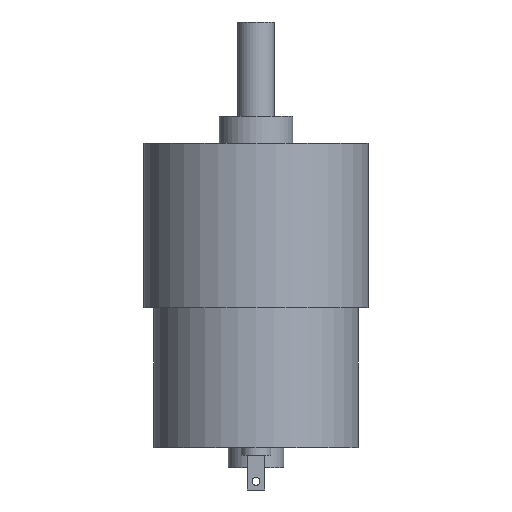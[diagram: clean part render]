
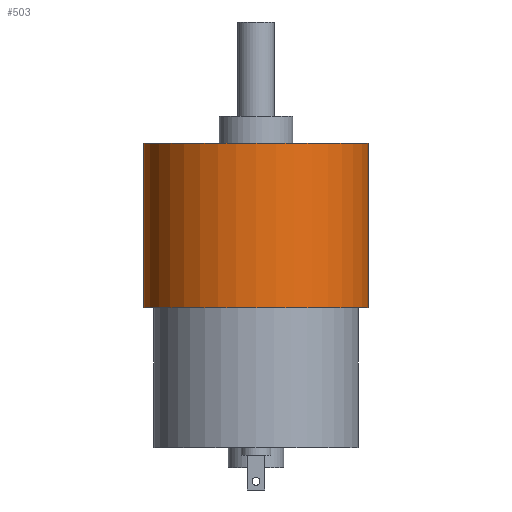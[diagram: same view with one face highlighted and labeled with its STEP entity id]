
A CAD part, front view. The second image highlights one B-rep face of the part: STEP entity #503.
In plain terms, the highlighted cylindrical face has radius 18.161 mm (diameter 36.322 mm), a partial arc.
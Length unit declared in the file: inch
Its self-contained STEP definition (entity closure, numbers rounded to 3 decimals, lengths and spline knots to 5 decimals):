
#3 = EDGE_LOOP ( 'NONE', ( #362, #380, #414, #417 ) ) ;
#157 = VERTEX_POINT ( 'NONE', #866 ) ;
#163 = VECTOR ( 'NONE', #1251, 39.37008 ) ;
#362 = ORIENTED_EDGE ( 'NONE', *, *, #482, .F. ) ;
#380 = ORIENTED_EDGE ( 'NONE', *, *, #1796, .F. ) ;
#414 = ORIENTED_EDGE ( 'NONE', *, *, #1481, .T. ) ;
#417 = ORIENTED_EDGE ( 'NONE', *, *, #563, .T. ) ;
#425 = VERTEX_POINT ( 'NONE', #1379 ) ;
#453 = FACE_OUTER_BOUND ( 'NONE', #3, .T. ) ;
#482 = EDGE_CURVE ( 'NONE', #157, #1770, #912, .T. ) ;
#503 = ADVANCED_FACE ( 'NONE', ( #453 ), #812, .T. ) ;
#531 = LINE ( 'NONE', #1733, #1712 ) ;
#563 = EDGE_CURVE ( 'NONE', #425, #1770, #1214, .T. ) ;
#659 = CARTESIAN_POINT ( 'NONE',  ( -0.715, 0., 1.045 ) ) ;
#728 = VERTEX_POINT ( 'NONE', #659 ) ;
#812 = CYLINDRICAL_SURFACE ( 'NONE', #1569, 0.715 ) ;
#866 = CARTESIAN_POINT ( 'NONE',  ( 0.715, 0., 1.045 ) ) ;
#878 = DIRECTION ( 'NONE',  ( 1., 0., 0. ) ) ;
#880 = DIRECTION ( 'NONE',  ( 0., 0., 1. ) ) ;
#889 = CARTESIAN_POINT ( 'NONE',  ( 0., 0., 1.045 ) ) ;
#912 = LINE ( 'NONE', #1232, #163 ) ;
#961 = CARTESIAN_POINT ( 'NONE',  ( 0.715, 0., 0. ) ) ;
#967 = DIRECTION ( 'NONE',  ( 1., 0., 0. ) ) ;
#969 = DIRECTION ( 'NONE',  ( 0., 0., 1. ) ) ;
#977 = CARTESIAN_POINT ( 'NONE',  ( 0., 0., 0. ) ) ;
#1168 = DIRECTION ( 'NONE',  ( 0., 0., -1. ) ) ;
#1197 = CARTESIAN_POINT ( 'NONE',  ( 0., 0., 1.045 ) ) ;
#1202 = DIRECTION ( 'NONE',  ( -1., 0., 0. ) ) ;
#1214 = CIRCLE ( 'NONE', #1886, 0.715 ) ;
#1232 = CARTESIAN_POINT ( 'NONE',  ( 0.715, 0., 1.045 ) ) ;
#1251 = DIRECTION ( 'NONE',  ( 0., 0., -1. ) ) ;
#1379 = CARTESIAN_POINT ( 'NONE',  ( -0.715, 0., 0. ) ) ;
#1481 = EDGE_CURVE ( 'NONE', #728, #425, #531, .T. ) ;
#1569 = AXIS2_PLACEMENT_3D ( 'NONE', #1197, #1168, #1202 ) ;
#1671 = AXIS2_PLACEMENT_3D ( 'NONE', #889, #880, #878 ) ;
#1712 = VECTOR ( 'NONE', #1729, 39.37008 ) ;
#1729 = DIRECTION ( 'NONE',  ( 0., 0., -1. ) ) ;
#1733 = CARTESIAN_POINT ( 'NONE',  ( -0.715, 0., 1.045 ) ) ;
#1770 = VERTEX_POINT ( 'NONE', #961 ) ;
#1796 = EDGE_CURVE ( 'NONE', #728, #157, #1842, .T. ) ;
#1842 = CIRCLE ( 'NONE', #1671, 0.715 ) ;
#1886 = AXIS2_PLACEMENT_3D ( 'NONE', #977, #969, #967 ) ;
